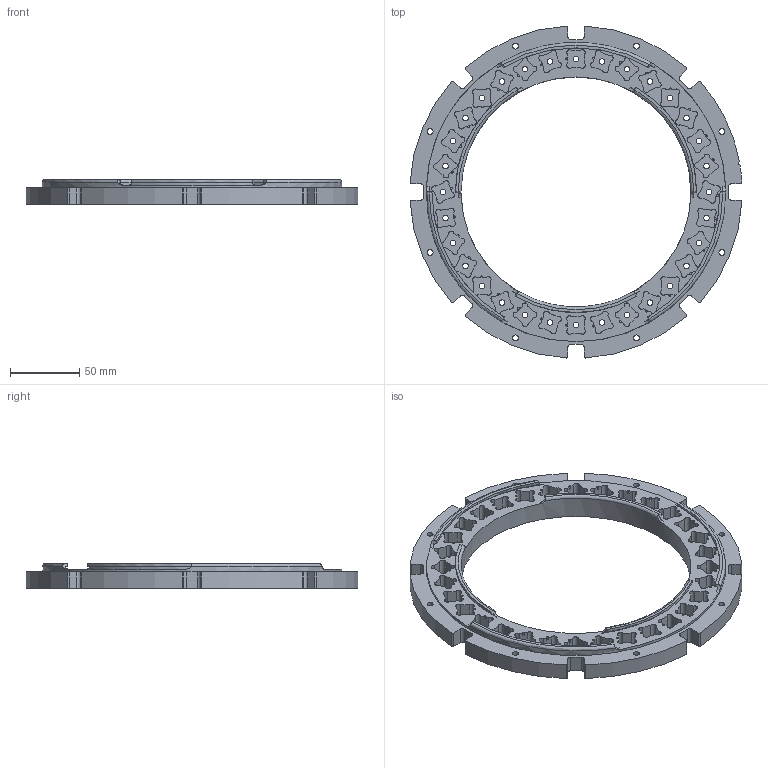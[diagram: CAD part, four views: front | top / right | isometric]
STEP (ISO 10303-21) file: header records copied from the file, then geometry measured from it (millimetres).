
FILE_DESCRIPTION(/* description */ ('STEP AP214'),/* implementation_level */ '2;1');
FILE_NAME(/* name */ 'Ring_0.stp',/* time_stamp */ '2025-11-07T17:22:56-03:00',/* author */ ('Carla Fernandez'),/* organization */ (''),/* preprocessor_version */ 'ST-DEVELOPER v20.1',/* originating_system */ 'Autodesk Inventor 2026',/* authorisation */ '');
FILE_SCHEMA (('AUTOMOTIVE_DESIGN { 1 0 10303 214 3 1 1 }'));
Length unit declared in the file: millimetre
Products named in the file (1): Ring template
Bounding box: 239.58 x 239.58 x 18 mm (x, y, z)
Volume: 246519.4 mm3; surface area: 92477.2 mm2
Topology: 1 solids, 1 shells, 505 faces, 1410 edges, 941 vertices
Faces by surface type: cylinder 268, plane 231, torus 6
Full cylindrical faces by diameter (mm): 4 x32, 4.3 x8, 166 x1, 216 x1
Entity records: 16885 total; most frequent: CARTESIAN_POINT 3217, DIRECTION 2904, ORIENTED_EDGE 2820, EDGE_CURVE 1410, AXIS2_PLACEMENT_3D 1036, VERTEX_POINT 940, LINE 832, VECTOR 832
